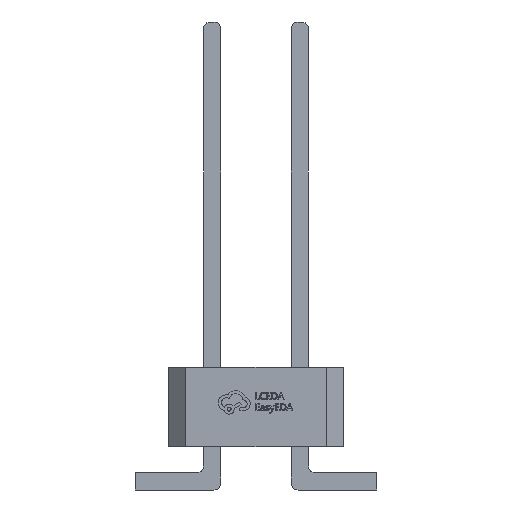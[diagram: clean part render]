
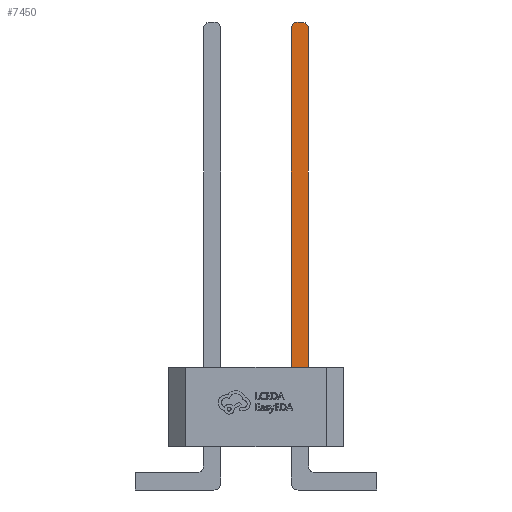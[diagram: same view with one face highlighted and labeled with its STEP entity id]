
A CAD part, left-side view. The second image highlights one B-rep face of the part: STEP entity #7450.
In plain terms, the highlighted planar face has unit normal (-1, 0, 0).
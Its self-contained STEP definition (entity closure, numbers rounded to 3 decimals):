
#140=CIRCLE('',#7905,0.2);
#141=CIRCLE('',#7906,0.2);
#499=FACE_OUTER_BOUND('',#931,.T.);
#931=EDGE_LOOP('',(#5146,#5147,#5148,#5149,#5150,#5151));
#1524=LINE('',#10881,#2334);
#1560=LINE('',#10957,#2370);
#1564=LINE('',#10965,#2374);
#1566=LINE('',#10971,#2376);
#2334=VECTOR('',#8551,1.);
#2370=VECTOR('',#8637,1.);
#2374=VECTOR('',#8643,1.);
#2376=VECTOR('',#8649,1.);
#3232=VERTEX_POINT('',#10879);
#3233=VERTEX_POINT('',#10880);
#3248=VERTEX_POINT('',#10956);
#3251=VERTEX_POINT('',#10964);
#3252=VERTEX_POINT('',#10968);
#3253=VERTEX_POINT('',#10970);
#3958=EDGE_CURVE('',#3232,#3233,#1524,.T.);
#3998=EDGE_CURVE('',#3233,#3248,#1560,.T.);
#4002=EDGE_CURVE('',#3251,#3232,#1564,.T.);
#4004=EDGE_CURVE('',#3248,#3252,#140,.T.);
#4005=EDGE_CURVE('',#3252,#3253,#1566,.T.);
#4006=EDGE_CURVE('',#3253,#3251,#141,.T.);
#5146=ORIENTED_EDGE('',*,*,#4002,.T.);
#5147=ORIENTED_EDGE('',*,*,#3958,.T.);
#5148=ORIENTED_EDGE('',*,*,#3998,.T.);
#5149=ORIENTED_EDGE('',*,*,#4004,.T.);
#5150=ORIENTED_EDGE('',*,*,#4005,.T.);
#5151=ORIENTED_EDGE('',*,*,#4006,.T.);
#6941=PLANE('',#7904);
#7450=ADVANCED_FACE('',(#499),#6941,.F.);
#7904=AXIS2_PLACEMENT_3D('',#10967,#8645,#8646);
#7905=AXIS2_PLACEMENT_3D('',#10969,#8647,#8648);
#7906=AXIS2_PLACEMENT_3D('',#10972,#8650,#8651);
#8551=DIRECTION('',(0.,-1.,0.));
#8637=DIRECTION('',(0.,0.,1.));
#8643=DIRECTION('',(0.,0.,-1.));
#8645=DIRECTION('center_axis',(1.,0.,0.));
#8646=DIRECTION('ref_axis',(0.,0.,-1.));
#8647=DIRECTION('center_axis',(-1.,0.,0.));
#8648=DIRECTION('ref_axis',(0.,0.,1.));
#8649=DIRECTION('',(0.,1.,0.));
#8650=DIRECTION('center_axis',(-1.,0.,0.));
#8651=DIRECTION('ref_axis',(0.,0.,-1.));
#10879=CARTESIAN_POINT('',(-2.79,-1.02,3.56));
#10880=CARTESIAN_POINT('',(-2.79,-1.52,3.56));
#10881=CARTESIAN_POINT('',(-2.79,0.,3.56));
#10956=CARTESIAN_POINT('',(-2.79,-1.52,13.36));
#10957=CARTESIAN_POINT('',(-2.79,-1.52,0.7));
#10964=CARTESIAN_POINT('',(-2.79,-1.02,13.36));
#10965=CARTESIAN_POINT('',(-2.79,-1.02,13.36));
#10967=CARTESIAN_POINT('Origin',(-2.79,-1.72,0.7));
#10968=CARTESIAN_POINT('',(-2.79,-1.32,13.56));
#10969=CARTESIAN_POINT('Origin',(-2.79,-1.32,13.36));
#10970=CARTESIAN_POINT('',(-2.79,-1.22,13.56));
#10971=CARTESIAN_POINT('',(-2.79,-1.32,13.56));
#10972=CARTESIAN_POINT('Origin',(-2.79,-1.22,13.36));
